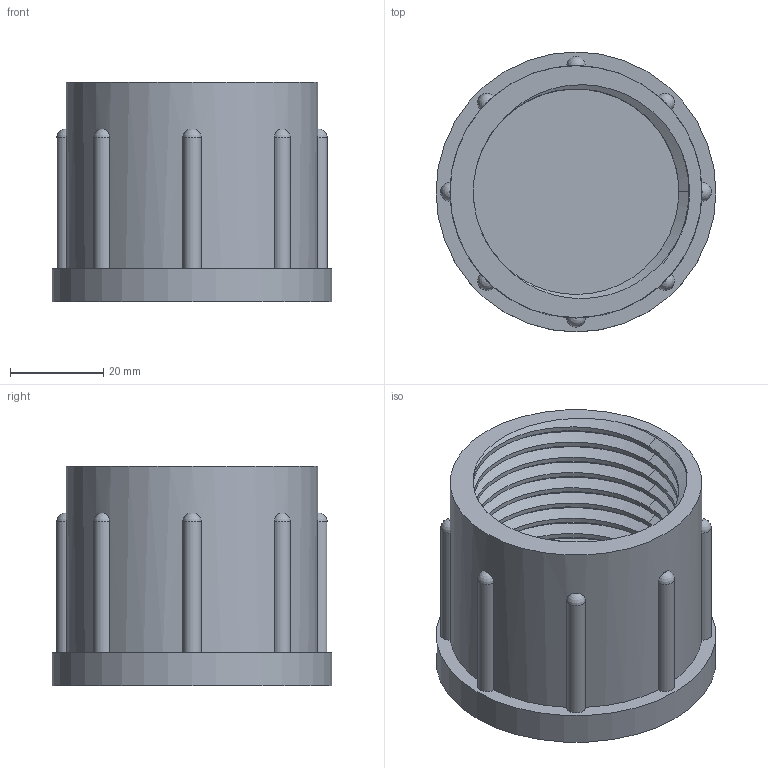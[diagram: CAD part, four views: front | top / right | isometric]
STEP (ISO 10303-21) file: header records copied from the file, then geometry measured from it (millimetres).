
FILE_DESCRIPTION(('FreeCAD Model'),'2;1');
FILE_NAME('Open CASCADE Shape Model','2025-03-05T09:43:38',(''),(''), 'Open CASCADE STEP processor 7.8','FreeCAD','Unknown');
FILE_SCHEMA(('AUTOMOTIVE_DESIGN { 1 0 10303 214 1 1 1 1 }'));
Length unit declared in the file: millimetre
Products named in the file (1): Cut
Bounding box: 60 x 60 x 47 mm (x, y, z)
Volume: 46383 mm3; surface area: 23881.2 mm2
Topology: 1 solids, 1 shells, 75 faces, 173 edges, 102 vertices
Faces by surface type: bspline 34, cylinder 21, plane 12, revolution 8
Full cylindrical faces by diameter (mm): 44.07 x9, 54 x1, 60 x1
Entity records: 13028 total; most frequent: CARTESIAN_POINT 10035, DIRECTION 387, ORIENTED_EDGE 346, PCURVE 346, DEFINITIONAL_REPRESENTATION 346, B_SPLINE_CURVE_WITH_KNOTS 230, LINE 191, VECTOR 191
